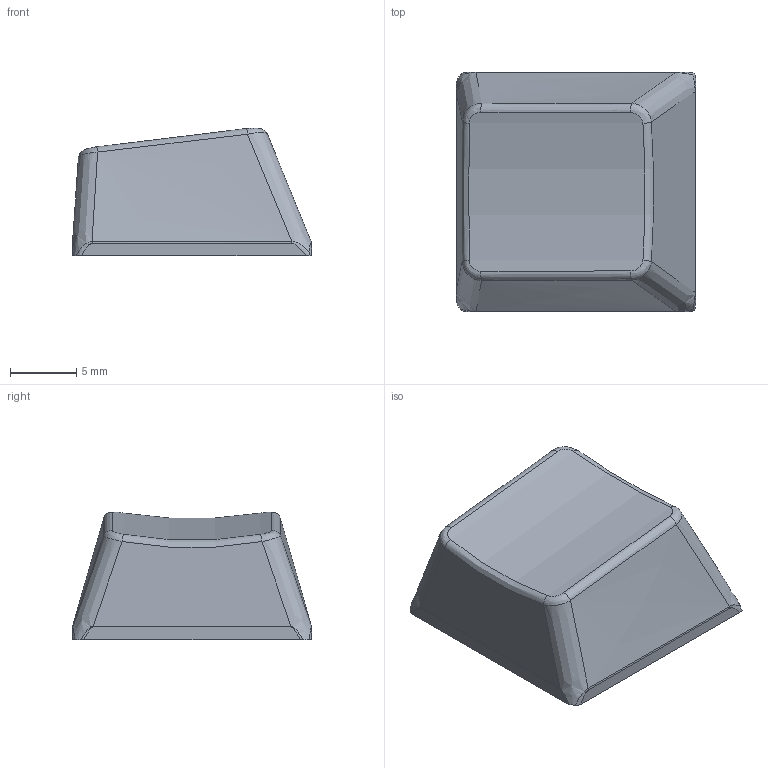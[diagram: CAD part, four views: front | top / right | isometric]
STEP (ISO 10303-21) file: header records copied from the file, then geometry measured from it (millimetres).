
FILE_DESCRIPTION(/* description */ ('STEP AP214'),/* implementation_level */ '2;1');
FILE_NAME(/* name */ '5fe411d8bbeebf161d08c692',/* time_stamp */ '2020-12-24T03:58:17+00:00',/* author */ (''),/* organization */ (''),/* preprocessor_version */ 'ST-DEVELOPER v18.1',/* originating_system */ ' ',/* authorisation */ ' ');
FILE_SCHEMA (('AUTOMOTIVE_DESIGN {1 0 10303 214 3 1 1}'));
Length unit declared in the file: metre
Products named in the file (1): Part 1
Bounding box: 18 x 18 x 9.63 mm (x, y, z)
Volume: 977.7 mm3; surface area: 1592.4 mm2
Topology: 1 solids, 1 shells, 78 faces, 195 edges, 121 vertices
Faces by surface type: bspline 31, plane 30, cylinder 12, cone 5
Full cylindrical faces by diameter (mm): 5.8 x1
Entity records: 2942 total; most frequent: CARTESIAN_POINT 1192, ORIENTED_EDGE 380, DIRECTION 230, EDGE_CURVE 190, VERTEX_POINT 119, B_SPLINE_CURVE_WITH_KNOTS 95, AXIS2_PLACEMENT_3D 87, EDGE_LOOP 83
